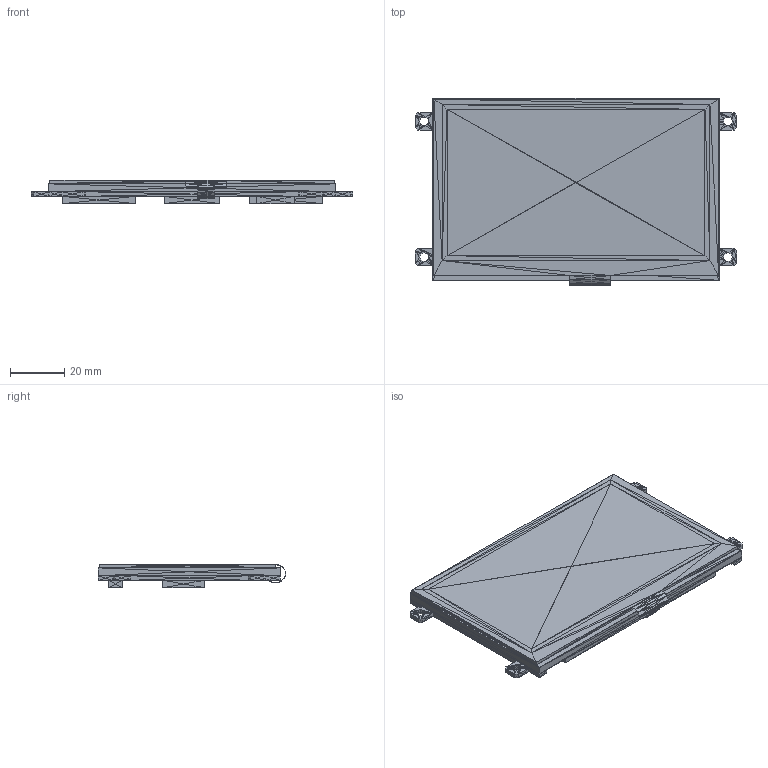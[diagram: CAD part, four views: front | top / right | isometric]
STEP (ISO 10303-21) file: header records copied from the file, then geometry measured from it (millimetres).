
FILE_DESCRIPTION(/* description */ (''),/* implementation_level */ '2;1');
FILE_NAME(/* name */ '4827.stp',/* time_stamp */ '2014-7-30T09:04:10.7233210',/* author */ ('LJ'),/* organization */ (''),/* preprocessor_version */ 'InStep v2',/* originating_system */ 'InStep V2.3',/* authorisation */ '');
FILE_SCHEMA (('AUTOMOTIVE_DESIGN { 1 0 10303 214 1 1 1 1 }'));
Length unit declared in the file: millimetre
Products named in the file (1): None
Bounding box: 118.5 x 69.26 x 8.6 mm (x, y, z)
Volume: 43081 mm3; surface area: 45099.6 mm2
Topology: 3 solids, 3 shells, 1350 faces, 2024 edges, 671 vertices
Faces by surface type: plane 1350
Entity records: 19862 total; most frequent: ORIENTED_EDGE 4048, DIRECTION 2498, LINE 2024, EDGE_CURVE 2024, AXIS2_PLACEMENT_3D 1351, EDGE_LOOP 1350, FACE_OUTER_BOUND 1350, PLANE 1350
